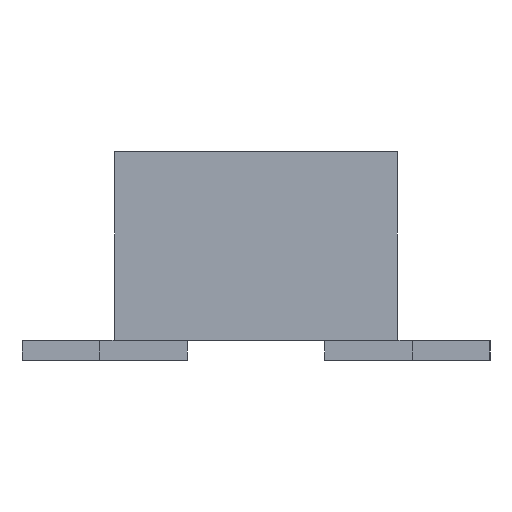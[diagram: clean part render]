
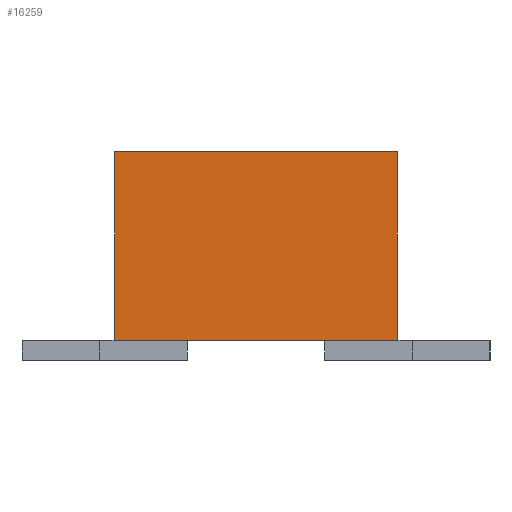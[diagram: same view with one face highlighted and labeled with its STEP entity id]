
A CAD part, left-side view. The second image highlights one B-rep face of the part: STEP entity #16259.
In plain terms, the highlighted planar face has unit normal (-1, 0, 0).
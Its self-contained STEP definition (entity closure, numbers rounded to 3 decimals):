
#15996 = EDGE_CURVE('',#15997,#15999,#16001,.T.);
#15997 = VERTEX_POINT('',#15998);
#15998 = CARTESIAN_POINT('',(-3.3,-0.71,0.1));
#15999 = VERTEX_POINT('',#16000);
#16000 = CARTESIAN_POINT('',(-3.3,-0.71,1.05));
#16001 = SURFACE_CURVE('',#16002,(#16006,#16018),.PCURVE_S1.);
#16002 = LINE('',#16003,#16004);
#16003 = CARTESIAN_POINT('',(-3.3,-0.71,0.1));
#16004 = VECTOR('',#16005,1.);
#16005 = DIRECTION('',(0.,0.,1.));
#16006 = PCURVE('',#16007,#16012);
#16007 = PLANE('',#16008);
#16008 = AXIS2_PLACEMENT_3D('',#16009,#16010,#16011);
#16009 = CARTESIAN_POINT('',(-3.3,-0.71,0.1));
#16010 = DIRECTION('',(0.,1.,0.));
#16011 = DIRECTION('',(1.,0.,0.));
#16012 = DEFINITIONAL_REPRESENTATION('',(#16013),#16017);
#16013 = LINE('',#16014,#16015);
#16014 = CARTESIAN_POINT('',(0.,0.));
#16015 = VECTOR('',#16016,1.);
#16016 = DIRECTION('',(0.,-1.));
#16017 = ( GEOMETRIC_REPRESENTATION_CONTEXT(2) 
PARAMETRIC_REPRESENTATION_CONTEXT() REPRESENTATION_CONTEXT('2D SPACE',''
  ) );
#16018 = PCURVE('',#16019,#16024);
#16019 = PLANE('',#16020);
#16020 = AXIS2_PLACEMENT_3D('',#16021,#16022,#16023);
#16021 = CARTESIAN_POINT('',(-3.3,0.71,0.1));
#16022 = DIRECTION('',(1.,0.,0.));
#16023 = DIRECTION('',(0.,-1.,0.));
#16024 = DEFINITIONAL_REPRESENTATION('',(#16025),#16029);
#16025 = LINE('',#16026,#16027);
#16026 = CARTESIAN_POINT('',(1.42,0.));
#16027 = VECTOR('',#16028,1.);
#16028 = DIRECTION('',(0.,-1.));
#16029 = ( GEOMETRIC_REPRESENTATION_CONTEXT(2) 
PARAMETRIC_REPRESENTATION_CONTEXT() REPRESENTATION_CONTEXT('2D SPACE',''
  ) );
#16047 = PLANE('',#16048);
#16048 = AXIS2_PLACEMENT_3D('',#16049,#16050,#16051);
#16049 = CARTESIAN_POINT('',(0.,0.,1.05));
#16050 = DIRECTION('',(0.,0.,1.));
#16051 = DIRECTION('',(1.,0.,0.));
#16101 = PLANE('',#16102);
#16102 = AXIS2_PLACEMENT_3D('',#16103,#16104,#16105);
#16103 = CARTESIAN_POINT('',(0.,0.,0.1));
#16104 = DIRECTION('',(0.,0.,1.));
#16105 = DIRECTION('',(1.,0.,0.));
#16156 = PLANE('',#16157);
#16157 = AXIS2_PLACEMENT_3D('',#16158,#16159,#16160);
#16158 = CARTESIAN_POINT('',(3.3,0.71,0.1));
#16159 = DIRECTION('',(0.,-1.,0.));
#16160 = DIRECTION('',(-1.,0.,0.));
#16194 = VERTEX_POINT('',#16195);
#16195 = CARTESIAN_POINT('',(-3.3,0.71,1.05));
#16216 = EDGE_CURVE('',#16217,#16194,#16219,.T.);
#16217 = VERTEX_POINT('',#16218);
#16218 = CARTESIAN_POINT('',(-3.3,0.71,0.1));
#16219 = SURFACE_CURVE('',#16220,(#16224,#16231),.PCURVE_S1.);
#16220 = LINE('',#16221,#16222);
#16221 = CARTESIAN_POINT('',(-3.3,0.71,0.1));
#16222 = VECTOR('',#16223,1.);
#16223 = DIRECTION('',(0.,0.,1.));
#16224 = PCURVE('',#16156,#16225);
#16225 = DEFINITIONAL_REPRESENTATION('',(#16226),#16230);
#16226 = LINE('',#16227,#16228);
#16227 = CARTESIAN_POINT('',(6.6,0.));
#16228 = VECTOR('',#16229,1.);
#16229 = DIRECTION('',(0.,-1.));
#16230 = ( GEOMETRIC_REPRESENTATION_CONTEXT(2) 
PARAMETRIC_REPRESENTATION_CONTEXT() REPRESENTATION_CONTEXT('2D SPACE',''
  ) );
#16231 = PCURVE('',#16019,#16232);
#16232 = DEFINITIONAL_REPRESENTATION('',(#16233),#16237);
#16233 = LINE('',#16234,#16235);
#16234 = CARTESIAN_POINT('',(0.,0.));
#16235 = VECTOR('',#16236,1.);
#16236 = DIRECTION('',(0.,-1.));
#16237 = ( GEOMETRIC_REPRESENTATION_CONTEXT(2) 
PARAMETRIC_REPRESENTATION_CONTEXT() REPRESENTATION_CONTEXT('2D SPACE',''
  ) );
#16259 = ADVANCED_FACE('',(#16260),#16019,.F.);
#16260 = FACE_BOUND('',#16261,.F.);
#16261 = EDGE_LOOP('',(#16262,#16263,#16284,#16285));
#16262 = ORIENTED_EDGE('',*,*,#16216,.T.);
#16263 = ORIENTED_EDGE('',*,*,#16264,.T.);
#16264 = EDGE_CURVE('',#16194,#15999,#16265,.T.);
#16265 = SURFACE_CURVE('',#16266,(#16270,#16277),.PCURVE_S1.);
#16266 = LINE('',#16267,#16268);
#16267 = CARTESIAN_POINT('',(-3.3,0.71,1.05));
#16268 = VECTOR('',#16269,1.);
#16269 = DIRECTION('',(0.,-1.,0.));
#16270 = PCURVE('',#16019,#16271);
#16271 = DEFINITIONAL_REPRESENTATION('',(#16272),#16276);
#16272 = LINE('',#16273,#16274);
#16273 = CARTESIAN_POINT('',(0.,-0.95));
#16274 = VECTOR('',#16275,1.);
#16275 = DIRECTION('',(1.,0.));
#16276 = ( GEOMETRIC_REPRESENTATION_CONTEXT(2) 
PARAMETRIC_REPRESENTATION_CONTEXT() REPRESENTATION_CONTEXT('2D SPACE',''
  ) );
#16277 = PCURVE('',#16047,#16278);
#16278 = DEFINITIONAL_REPRESENTATION('',(#16279),#16283);
#16279 = LINE('',#16280,#16281);
#16280 = CARTESIAN_POINT('',(-3.3,0.71));
#16281 = VECTOR('',#16282,1.);
#16282 = DIRECTION('',(0.,-1.));
#16283 = ( GEOMETRIC_REPRESENTATION_CONTEXT(2) 
PARAMETRIC_REPRESENTATION_CONTEXT() REPRESENTATION_CONTEXT('2D SPACE',''
  ) );
#16284 = ORIENTED_EDGE('',*,*,#15996,.F.);
#16285 = ORIENTED_EDGE('',*,*,#16286,.F.);
#16286 = EDGE_CURVE('',#16217,#15997,#16287,.T.);
#16287 = SURFACE_CURVE('',#16288,(#16292,#16299),.PCURVE_S1.);
#16288 = LINE('',#16289,#16290);
#16289 = CARTESIAN_POINT('',(-3.3,0.71,0.1));
#16290 = VECTOR('',#16291,1.);
#16291 = DIRECTION('',(0.,-1.,0.));
#16292 = PCURVE('',#16019,#16293);
#16293 = DEFINITIONAL_REPRESENTATION('',(#16294),#16298);
#16294 = LINE('',#16295,#16296);
#16295 = CARTESIAN_POINT('',(0.,0.));
#16296 = VECTOR('',#16297,1.);
#16297 = DIRECTION('',(1.,0.));
#16298 = ( GEOMETRIC_REPRESENTATION_CONTEXT(2) 
PARAMETRIC_REPRESENTATION_CONTEXT() REPRESENTATION_CONTEXT('2D SPACE',''
  ) );
#16299 = PCURVE('',#16101,#16300);
#16300 = DEFINITIONAL_REPRESENTATION('',(#16301),#16305);
#16301 = LINE('',#16302,#16303);
#16302 = CARTESIAN_POINT('',(-3.3,0.71));
#16303 = VECTOR('',#16304,1.);
#16304 = DIRECTION('',(0.,-1.));
#16305 = ( GEOMETRIC_REPRESENTATION_CONTEXT(2) 
PARAMETRIC_REPRESENTATION_CONTEXT() REPRESENTATION_CONTEXT('2D SPACE',''
  ) );
